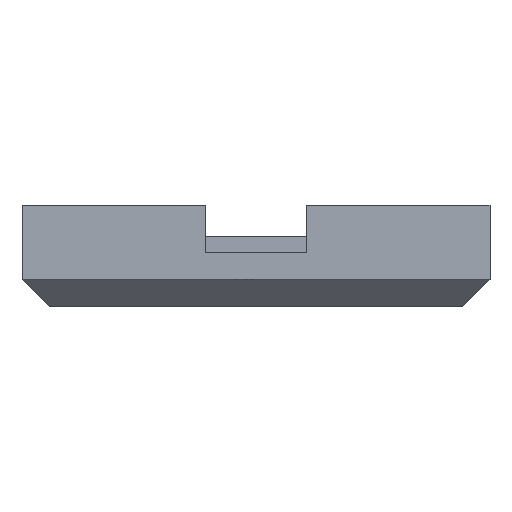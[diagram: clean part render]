
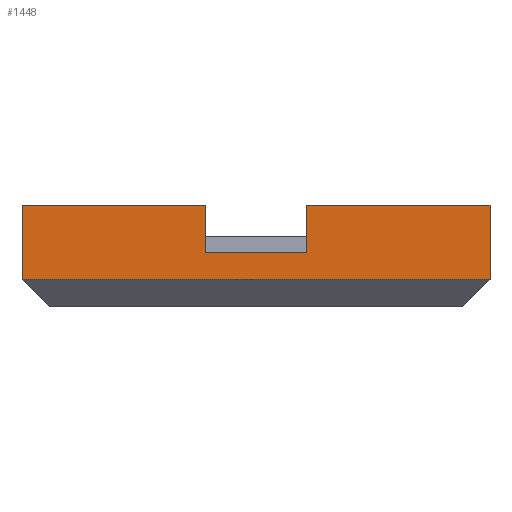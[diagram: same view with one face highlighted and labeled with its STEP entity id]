
A CAD part, front view. The second image highlights one B-rep face of the part: STEP entity #1448.
In plain terms, the highlighted planar face has unit normal (0, -1, 0).
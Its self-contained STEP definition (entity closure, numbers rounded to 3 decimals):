
#92=FACE_OUTER_BOUND('',#188,.T.);
#188=EDGE_LOOP('',(#1011,#1012,#1013,#1014,#1015,#1016,#1017,#1018));
#286=LINE('',#2210,#409);
#290=LINE('',#2243,#413);
#303=LINE('',#2281,#426);
#305=LINE('',#2285,#428);
#306=LINE('',#2287,#429);
#307=LINE('',#2288,#430);
#308=LINE('',#2290,#431);
#309=LINE('',#2291,#432);
#409=VECTOR('',#1734,1000.);
#413=VECTOR('',#1764,1000.);
#426=VECTOR('',#1795,1000.);
#428=VECTOR('',#1799,1000.);
#429=VECTOR('',#1800,1000.);
#430=VECTOR('',#1801,1000.);
#431=VECTOR('',#1802,1000.);
#432=VECTOR('',#1803,1000.);
#616=VERTEX_POINT('',#2207);
#617=VERTEX_POINT('',#2209);
#632=VERTEX_POINT('',#2240);
#633=VERTEX_POINT('',#2242);
#649=VERTEX_POINT('',#2280);
#650=VERTEX_POINT('',#2284);
#651=VERTEX_POINT('',#2286);
#652=VERTEX_POINT('',#2289);
#753=EDGE_CURVE('',#617,#616,#286,.T.);
#769=EDGE_CURVE('',#633,#632,#290,.T.);
#788=EDGE_CURVE('',#649,#633,#303,.T.);
#790=EDGE_CURVE('',#650,#632,#305,.T.);
#791=EDGE_CURVE('',#650,#651,#306,.T.);
#792=EDGE_CURVE('',#651,#617,#307,.T.);
#793=EDGE_CURVE('',#652,#616,#308,.T.);
#794=EDGE_CURVE('',#652,#649,#309,.T.);
#1011=ORIENTED_EDGE('',*,*,#769,.T.);
#1012=ORIENTED_EDGE('',*,*,#790,.F.);
#1013=ORIENTED_EDGE('',*,*,#791,.T.);
#1014=ORIENTED_EDGE('',*,*,#792,.T.);
#1015=ORIENTED_EDGE('',*,*,#753,.T.);
#1016=ORIENTED_EDGE('',*,*,#793,.F.);
#1017=ORIENTED_EDGE('',*,*,#794,.T.);
#1018=ORIENTED_EDGE('',*,*,#788,.T.);
#1403=PLANE('',#1574);
#1448=ADVANCED_FACE('',(#92),#1403,.F.);
#1574=AXIS2_PLACEMENT_3D('',#2283,#1797,#1798);
#1734=DIRECTION('',(-1.,0.,0.));
#1764=DIRECTION('',(-1.,0.,0.));
#1795=DIRECTION('',(0.,0.,1.));
#1797=DIRECTION('center_axis',(0.,1.,0.));
#1798=DIRECTION('ref_axis',(1.,0.,0.));
#1799=DIRECTION('',(0.,0.,1.));
#1800=DIRECTION('',(-1.,0.,0.));
#1801=DIRECTION('',(0.,0.,1.));
#1802=DIRECTION('',(0.,0.,1.));
#1803=DIRECTION('',(1.,0.,0.));
#2207=CARTESIAN_POINT('',(-60.,-114.,13.));
#2209=CARTESIAN_POINT('',(-36.5,-114.,13.));
#2210=CARTESIAN_POINT('',(0.,-114.,13.));
#2240=CARTESIAN_POINT('',(-23.5,-114.,13.));
#2242=CARTESIAN_POINT('',(0.,-114.,13.));
#2243=CARTESIAN_POINT('',(0.,-114.,13.));
#2280=CARTESIAN_POINT('',(0.,-114.,3.5));
#2281=CARTESIAN_POINT('',(0.,-114.,0.));
#2283=CARTESIAN_POINT('Origin',(0.,-114.,0.));
#2284=CARTESIAN_POINT('',(-23.5,-114.,7.));
#2285=CARTESIAN_POINT('',(-23.5,-114.,7.));
#2286=CARTESIAN_POINT('',(-36.5,-114.,7.));
#2287=CARTESIAN_POINT('',(-23.5,-114.,7.));
#2288=CARTESIAN_POINT('',(-36.5,-114.,7.));
#2289=CARTESIAN_POINT('',(-60.,-114.,3.5));
#2290=CARTESIAN_POINT('',(-60.,-114.,0.));
#2291=CARTESIAN_POINT('',(0.,-114.,3.5));
